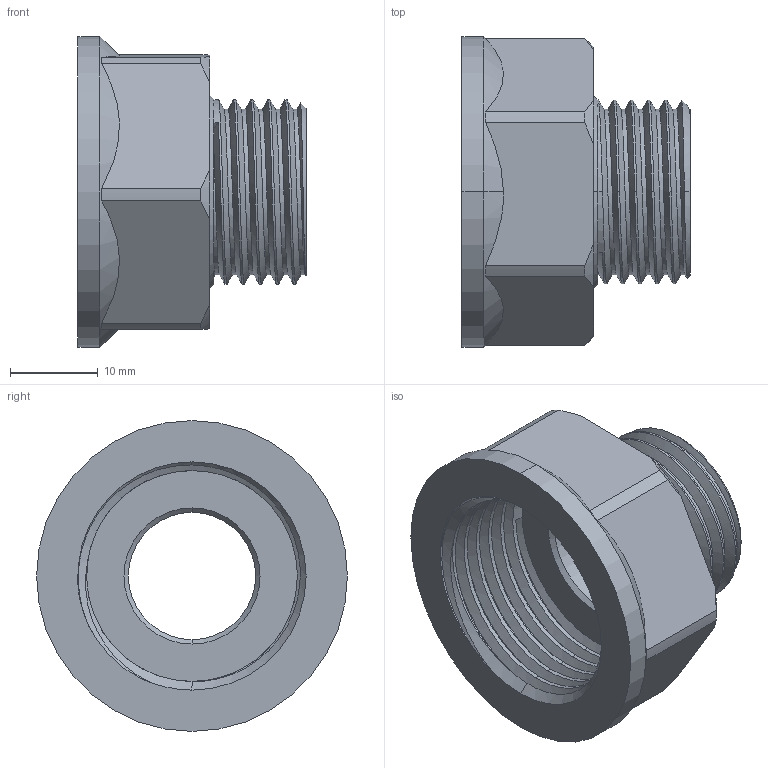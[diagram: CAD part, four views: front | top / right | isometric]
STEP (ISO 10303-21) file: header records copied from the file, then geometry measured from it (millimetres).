
FILE_DESCRIPTION (( 'STEP AP203' ), '1' );
FILE_NAME ('VTr.592.STEP', '2018-05-29T05:46:56', ( 'User' ), ( '' ), 'SwSTEP 2.0', 'SolidWorks 2017', '' );
FILE_SCHEMA (( 'CONFIG_CONTROL_DESIGN' ));
Length unit declared in the file: millimetre
Products named in the file (1): VTr.592
Bounding box: 26 x 35.4 x 35.4 mm (x, y, z)
Volume: 8109.6 mm3; surface area: 6281.1 mm2
Topology: 1 solids, 1 shells, 74 faces, 199 edges, 129 vertices
Faces by surface type: cylinder 34, cone 20, plane 12, bspline 8
Entity records: 5393 total; most frequent: CARTESIAN_POINT 3705, ORIENTED_EDGE 398, DIRECTION 278, EDGE_CURVE 199, VERTEX_POINT 129, AXIS2_PLACEMENT_3D 111, EDGE_LOOP 78, ADVANCED_FACE 74
